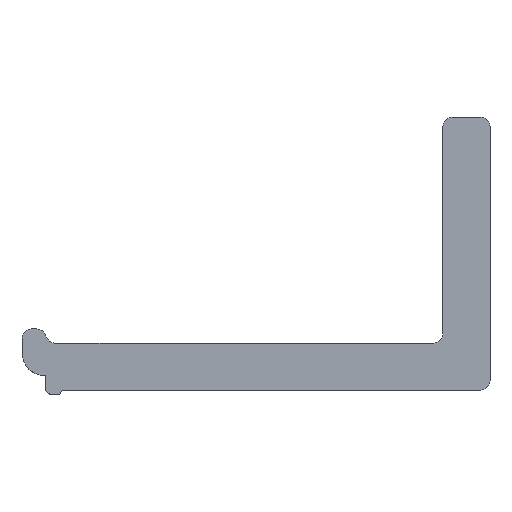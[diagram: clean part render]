
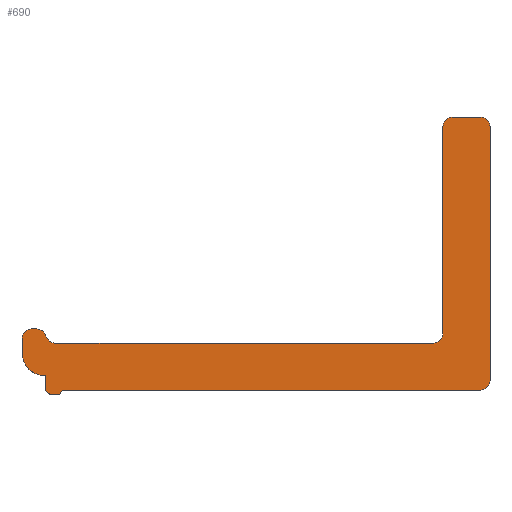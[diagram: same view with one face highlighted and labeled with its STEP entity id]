
A CAD part, top view. The second image highlights one B-rep face of the part: STEP entity #690.
In plain terms, the highlighted planar face has unit normal (0, 0, 1).
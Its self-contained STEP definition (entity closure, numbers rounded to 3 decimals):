
#36=PLANE('',#780);
#72=FACE_OUTER_BOUND('',#109,.T.);
#109=EDGE_LOOP('',(#621,#622,#623,#624,#625,#626,#627,#628,#629,#630,#631,
#632,#633,#634,#635,#636,#637,#638,#639));
#141=LINE('',#1088,#209);
#148=LINE('',#1106,#216);
#155=LINE('',#1126,#223);
#159=LINE('',#1139,#227);
#167=LINE('',#1158,#235);
#170=LINE('',#1166,#238);
#172=LINE('',#1173,#240);
#174=LINE('',#1180,#242);
#176=LINE('',#1183,#244);
#177=LINE('',#1185,#245);
#209=VECTOR('',#870,10.);
#216=VECTOR('',#889,10.);
#223=VECTOR('',#912,10.);
#227=VECTOR('',#928,10.);
#235=VECTOR('',#948,10.);
#238=VECTOR('',#957,10.);
#240=VECTOR('',#965,10.);
#242=VECTOR('',#975,10.);
#244=VECTOR('',#979,10.);
#245=VECTOR('',#982,10.);
#264=CIRCLE('',#740,2.);
#266=CIRCLE('',#746,2.);
#269=CIRCLE('',#754,2.);
#270=CIRCLE('',#758,2.);
#271=CIRCLE('',#760,2.);
#272=CIRCLE('',#763,2.);
#274=CIRCLE('',#769,5.);
#275=CIRCLE('',#772,1.5);
#276=CIRCLE('',#776,2.);
#317=VERTEX_POINT('',#1080);
#318=VERTEX_POINT('',#1082);
#319=VERTEX_POINT('',#1086);
#322=VERTEX_POINT('',#1098);
#323=VERTEX_POINT('',#1099);
#324=VERTEX_POINT('',#1104);
#327=VERTEX_POINT('',#1119);
#328=VERTEX_POINT('',#1120);
#329=VERTEX_POINT('',#1125);
#330=VERTEX_POINT('',#1132);
#331=VERTEX_POINT('',#1133);
#332=VERTEX_POINT('',#1138);
#333=VERTEX_POINT('',#1142);
#337=VERTEX_POINT('',#1156);
#338=VERTEX_POINT('',#1160);
#339=VERTEX_POINT('',#1164);
#340=VERTEX_POINT('',#1168);
#341=VERTEX_POINT('',#1172);
#342=VERTEX_POINT('',#1179);
#390=EDGE_CURVE('',#317,#318,#264,.T.);
#393=EDGE_CURVE('',#317,#319,#141,.T.);
#398=EDGE_CURVE('',#322,#323,#266,.T.);
#402=EDGE_CURVE('',#322,#324,#148,.T.);
#409=EDGE_CURVE('',#327,#328,#269,.T.);
#412=EDGE_CURVE('',#329,#328,#155,.T.);
#414=EDGE_CURVE('',#329,#324,#270,.T.);
#415=EDGE_CURVE('',#330,#331,#271,.T.);
#418=EDGE_CURVE('',#332,#331,#159,.T.);
#420=EDGE_CURVE('',#332,#333,#272,.T.);
#428=EDGE_CURVE('',#330,#337,#167,.T.);
#430=EDGE_CURVE('',#337,#338,#274,.T.);
#432=EDGE_CURVE('',#338,#339,#170,.T.);
#434=EDGE_CURVE('',#340,#339,#275,.T.);
#435=EDGE_CURVE('',#341,#323,#172,.T.);
#437=EDGE_CURVE('',#319,#333,#276,.T.);
#438=EDGE_CURVE('',#342,#341,#174,.T.);
#440=EDGE_CURVE('',#340,#342,#176,.T.);
#441=EDGE_CURVE('',#327,#318,#177,.T.);
#621=ORIENTED_EDGE('',*,*,#398,.F.);
#622=ORIENTED_EDGE('',*,*,#402,.T.);
#623=ORIENTED_EDGE('',*,*,#414,.F.);
#624=ORIENTED_EDGE('',*,*,#412,.T.);
#625=ORIENTED_EDGE('',*,*,#409,.F.);
#626=ORIENTED_EDGE('',*,*,#441,.T.);
#627=ORIENTED_EDGE('',*,*,#390,.F.);
#628=ORIENTED_EDGE('',*,*,#393,.T.);
#629=ORIENTED_EDGE('',*,*,#437,.T.);
#630=ORIENTED_EDGE('',*,*,#420,.F.);
#631=ORIENTED_EDGE('',*,*,#418,.T.);
#632=ORIENTED_EDGE('',*,*,#415,.F.);
#633=ORIENTED_EDGE('',*,*,#428,.T.);
#634=ORIENTED_EDGE('',*,*,#430,.T.);
#635=ORIENTED_EDGE('',*,*,#432,.T.);
#636=ORIENTED_EDGE('',*,*,#434,.F.);
#637=ORIENTED_EDGE('',*,*,#440,.T.);
#638=ORIENTED_EDGE('',*,*,#438,.T.);
#639=ORIENTED_EDGE('',*,*,#435,.T.);
#690=ADVANCED_FACE('',(#72),#36,.T.);
#740=AXIS2_PLACEMENT_3D('',#1083,#864,#865);
#746=AXIS2_PLACEMENT_3D('',#1100,#882,#883);
#754=AXIS2_PLACEMENT_3D('',#1121,#906,#907);
#758=AXIS2_PLACEMENT_3D('',#1130,#918,#919);
#760=AXIS2_PLACEMENT_3D('',#1134,#922,#923);
#763=AXIS2_PLACEMENT_3D('',#1143,#932,#933);
#769=AXIS2_PLACEMENT_3D('',#1162,#952,#953);
#772=AXIS2_PLACEMENT_3D('',#1170,#961,#962);
#776=AXIS2_PLACEMENT_3D('',#1177,#971,#972);
#780=AXIS2_PLACEMENT_3D('',#1186,#983,#984);
#864=DIRECTION('center_axis',(0.,0.,1.));
#865=DIRECTION('ref_axis',(0.707,-0.707,0.));
#870=DIRECTION('',(-1.,0.,0.));
#882=DIRECTION('center_axis',(0.,0.,-1.));
#883=DIRECTION('ref_axis',(0.707,-0.707,0.));
#889=DIRECTION('',(0.,1.,0.));
#906=DIRECTION('center_axis',(0.,0.,-1.));
#907=DIRECTION('ref_axis',(-0.707,0.707,0.));
#912=DIRECTION('',(-1.,0.,0.));
#918=DIRECTION('center_axis',(0.,0.,-1.));
#919=DIRECTION('ref_axis',(0.707,0.707,0.));
#922=DIRECTION('center_axis',(0.,0.,-1.));
#923=DIRECTION('ref_axis',(-0.707,0.707,0.));
#928=DIRECTION('',(-1.,0.,0.));
#932=DIRECTION('center_axis',(0.,0.,-1.));
#933=DIRECTION('ref_axis',(0.,-1.,0.));
#948=DIRECTION('',(0.,-1.,0.));
#952=DIRECTION('center_axis',(0.,0.,1.));
#953=DIRECTION('ref_axis',(-1.,0.,0.));
#957=DIRECTION('',(0.,-1.,0.));
#961=DIRECTION('center_axis',(0.,0.,-1.));
#962=DIRECTION('ref_axis',(-0.707,-0.707,0.));
#965=DIRECTION('',(1.,0.,0.));
#971=DIRECTION('center_axis',(0.,0.,-1.));
#972=DIRECTION('ref_axis',(1.,0.,0.));
#975=DIRECTION('',(0.5,0.866,0.));
#979=DIRECTION('',(1.,0.,0.));
#982=DIRECTION('',(0.,-1.,0.));
#983=DIRECTION('center_axis',(0.,0.,1.));
#984=DIRECTION('ref_axis',(1.,0.,0.));
#1080=CARTESIAN_POINT('',(75.5,10.,1.5));
#1082=CARTESIAN_POINT('',(77.5,12.,1.5));
#1083=CARTESIAN_POINT('Origin',(75.5,12.,1.5));
#1086=CARTESIAN_POINT('',(-5.,10.,1.5));
#1088=CARTESIAN_POINT('',(87.5,10.,1.5));
#1098=CARTESIAN_POINT('',(87.5,2.,1.5));
#1099=CARTESIAN_POINT('',(85.5,0.,1.5));
#1100=CARTESIAN_POINT('Origin',(85.5,2.,1.5));
#1104=CARTESIAN_POINT('',(87.5,56.,1.5));
#1106=CARTESIAN_POINT('',(87.5,0.,1.5));
#1119=CARTESIAN_POINT('',(77.5,56.,1.5));
#1120=CARTESIAN_POINT('',(79.5,58.,1.5));
#1121=CARTESIAN_POINT('Origin',(79.5,56.,1.5));
#1125=CARTESIAN_POINT('',(85.5,58.,1.5));
#1126=CARTESIAN_POINT('',(87.5,58.,1.5));
#1130=CARTESIAN_POINT('Origin',(85.5,56.,1.5));
#1132=CARTESIAN_POINT('',(-12.,11.,1.5));
#1133=CARTESIAN_POINT('',(-10.,13.,1.5));
#1134=CARTESIAN_POINT('Origin',(-10.,11.,1.5));
#1138=CARTESIAN_POINT('',(-8.873,13.,1.5));
#1139=CARTESIAN_POINT('',(-7.,13.,1.5));
#1142=CARTESIAN_POINT('',(-6.936,11.5,1.5));
#1143=CARTESIAN_POINT('Origin',(-8.873,11.,1.5));
#1156=CARTESIAN_POINT('',(-12.,8.,1.5));
#1158=CARTESIAN_POINT('',(-12.,13.,1.5));
#1160=CARTESIAN_POINT('',(-7.,3.,1.5));
#1162=CARTESIAN_POINT('Origin',(-7.,8.,1.5));
#1164=CARTESIAN_POINT('',(-7.,0.5,1.5));
#1166=CARTESIAN_POINT('',(-7.,3.,1.5));
#1168=CARTESIAN_POINT('',(-5.5,-1.,1.5));
#1170=CARTESIAN_POINT('Origin',(-5.5,0.5,1.5));
#1172=CARTESIAN_POINT('',(-3.423,0.,1.5));
#1173=CARTESIAN_POINT('',(-7.,0.,1.5));
#1177=CARTESIAN_POINT('Origin',(-5.,12.,1.5));
#1179=CARTESIAN_POINT('',(-4.,-1.,1.5));
#1180=CARTESIAN_POINT('',(-4.,-1.,1.5));
#1183=CARTESIAN_POINT('',(-7.,-1.,1.5));
#1185=CARTESIAN_POINT('',(77.5,58.,1.5));
#1186=CARTESIAN_POINT('Origin',(43.75,5.,1.5));
